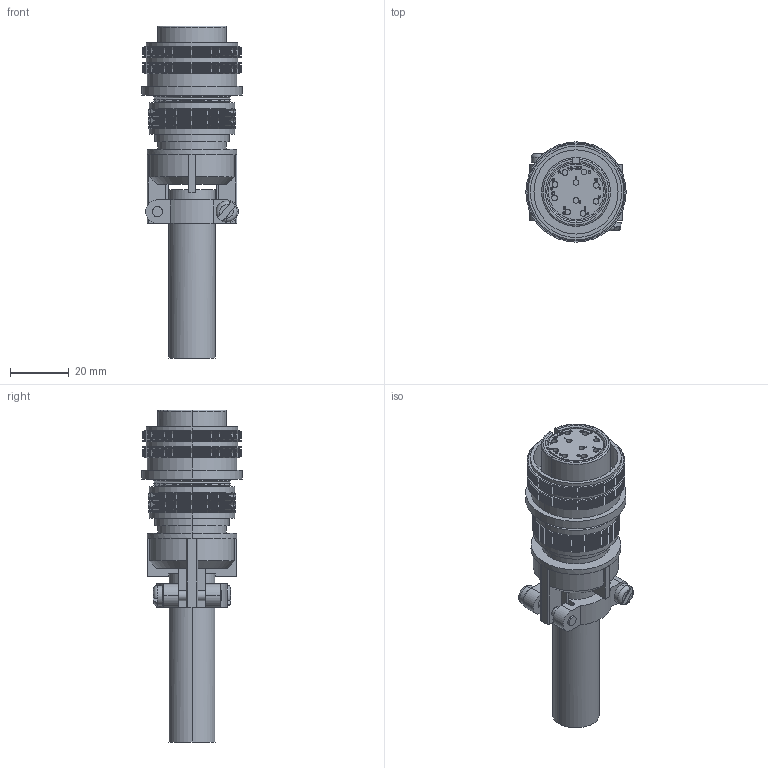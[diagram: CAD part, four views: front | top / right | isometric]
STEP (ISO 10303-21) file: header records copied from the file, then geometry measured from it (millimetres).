
FILE_DESCRIPTION (( 'STEP AP203' ), '1' );
FILE_NAME ('241-CON-MS10.STEP', '2012-11-29T17:42:39', ( '' ), ( '' ), 'SwSTEP 2.0', 'SolidWorks 2012', '' );
FILE_SCHEMA (( 'CONFIG_CONTROL_DESIGN' ));
Length unit declared in the file: inch
Products named in the file (1): 241-CON-MS10
Bounding box: 34.04 x 34.04 x 112.7 mm (x, y, z)
Volume: 39103.3 mm3; surface area: 20520.9 mm2
Topology: 1 solids, 1 shells, 663 faces, 1603 edges, 1008 vertices
Faces by surface type: plane 295, cone 170, cylinder 120, bspline 66, torus 12
Entity records: 22860 total; most frequent: CARTESIAN_POINT 7397, ORIENTED_EDGE 3206, DIRECTION 3111, EDGE_CURVE 1603, AXIS2_PLACEMENT_3D 1062, VERTEX_POINT 1008, VECTOR 987, LINE 987
